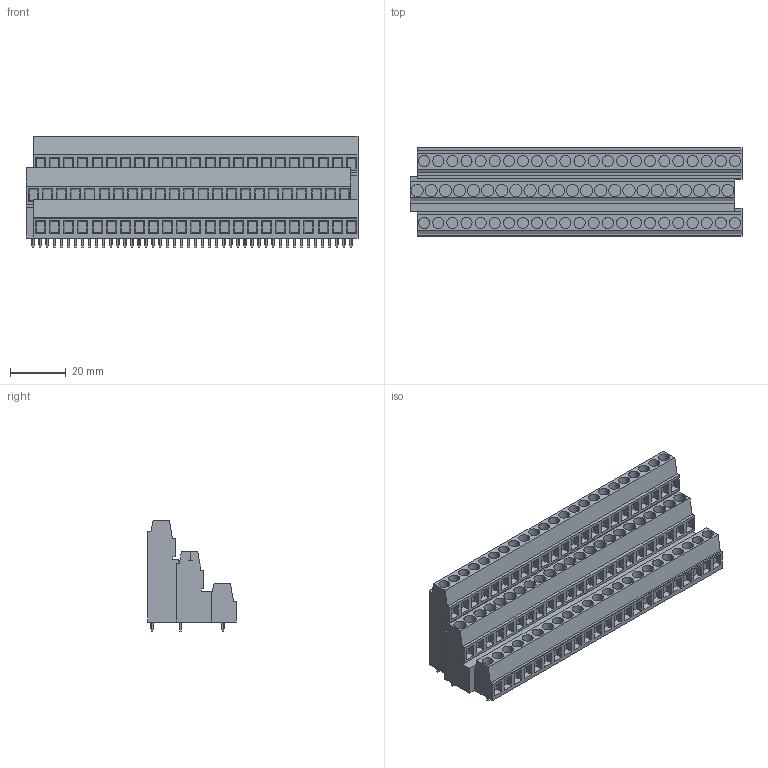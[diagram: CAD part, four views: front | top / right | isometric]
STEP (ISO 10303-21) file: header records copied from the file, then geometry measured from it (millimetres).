
FILE_DESCRIPTION(('CATIA V5 STEP','CAx-IF Rec.Pracs.--- Model Styling and Organization---1.2---2011-12-15'),'2;1');
FILE_NAME ('D1455766_0_1769830000_1769830000.stp','2018-09-08T03:55:37+00:00',('none'),('Weidmueller'),'CATIA Version 5-6 Release 2014','CATIA V5 STEP AP214','none');
FILE_SCHEMA(('AUTOMOTIVE_DESIGN { 1 0 10303 214 1 1 1 1 }'));
Length unit declared in the file: millimetre
Products named in the file (1): 1769830000
Bounding box: 119.38 x 31.8 x 40.1 mm (x, y, z)
Volume: 80612.3 mm3; surface area: 24579.2 mm2
Topology: 70 solids, 70 shells, 1555 faces, 3831 edges, 2554 vertices
Faces by surface type: plane 1416, cylinder 139
Entity records: 40203 total; most frequent: CARTESIAN_POINT 7667, ORIENTED_EDGE 7662, DIRECTION 4737, EDGE_CURVE 3831, VECTOR 3001, LINE 3001, VERTEX_POINT 2554, EDGE_LOOP 1693
